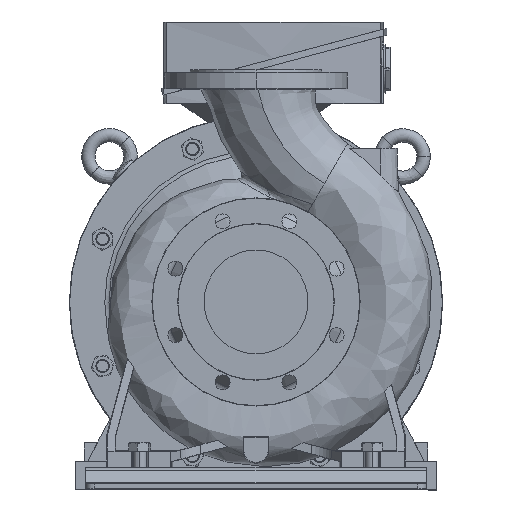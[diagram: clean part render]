
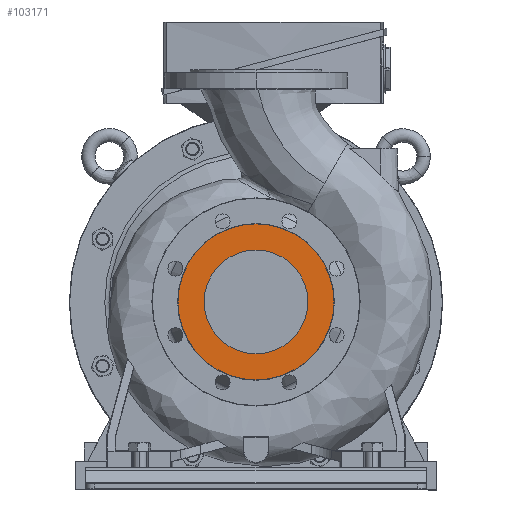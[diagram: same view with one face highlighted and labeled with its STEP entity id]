
A CAD part, top view. The second image highlights one B-rep face of the part: STEP entity #103171.
In plain terms, the highlighted face is planar.
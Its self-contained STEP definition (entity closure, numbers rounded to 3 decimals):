
#6010 = EDGE_LOOP ( 'NONE', ( #51962, #45647 ) ) ;
#9410 = CARTESIAN_POINT ( 'NONE',  ( 125., 0., 0. ) ) ;
#11394 = CIRCLE ( 'NONE', #126477, 62.5 ) ;
#12502 = DIRECTION ( 'NONE',  ( -1., 0., 0. ) ) ;
#19297 = CIRCLE ( 'NONE', #67483, 62.5 ) ;
#26762 = CARTESIAN_POINT ( 'NONE',  ( 125., 188., 188. ) ) ;
#32599 = CARTESIAN_POINT ( 'NONE',  ( 125., 0., 0. ) ) ;
#34357 = CIRCLE ( 'NONE', #65523, 94. ) ;
#34728 = CARTESIAN_POINT ( 'NONE',  ( 125., 0., -62.5 ) ) ;
#38584 = EDGE_CURVE ( 'NONE', #112527, #49705, #71539, .T. ) ;
#42283 = DIRECTION ( 'NONE',  ( -1., 0., 0. ) ) ;
#42655 = DIRECTION ( 'NONE',  ( 0., 0., 1. ) ) ;
#45647 = ORIENTED_EDGE ( 'NONE', *, *, #100079, .F. ) ;
#49705 = VERTEX_POINT ( 'NONE', #125878 ) ;
#51962 = ORIENTED_EDGE ( 'NONE', *, *, #38584, .F. ) ;
#61682 = CARTESIAN_POINT ( 'NONE',  ( 125., 0., 0. ) ) ;
#61804 = VERTEX_POINT ( 'NONE', #34728 ) ;
#64573 = DIRECTION ( 'NONE',  ( 0., 0., -1. ) ) ;
#65523 = AXIS2_PLACEMENT_3D ( 'NONE', #61682, #12502, #42655 ) ;
#67483 = AXIS2_PLACEMENT_3D ( 'NONE', #124170, #42283, #64573 ) ;
#68427 = DIRECTION ( 'NONE',  ( 0., 0., -1. ) ) ;
#71539 = CIRCLE ( 'NONE', #102958, 94. ) ;
#71926 = DIRECTION ( 'NONE',  ( -1., 0., 0. ) ) ;
#72516 = CARTESIAN_POINT ( 'NONE',  ( 125., 0., 62.5 ) ) ;
#77853 = FACE_OUTER_BOUND ( 'NONE', #6010, .T. ) ;
#78486 = DIRECTION ( 'NONE',  ( 1., 0., 0. ) ) ;
#89353 = DIRECTION ( 'NONE',  ( -1., 0., 0. ) ) ;
#90055 = VERTEX_POINT ( 'NONE', #72516 ) ;
#90941 = DIRECTION ( 'NONE',  ( 0., 0., 1. ) ) ;
#91625 = CARTESIAN_POINT ( 'NONE',  ( 125., 0., 94. ) ) ;
#93410 = EDGE_LOOP ( 'NONE', ( #116021, #117014 ) ) ;
#95539 = FACE_BOUND ( 'NONE', #93410, .T. ) ;
#100079 = EDGE_CURVE ( 'NONE', #49705, #112527, #34357, .T. ) ;
#102958 = AXIS2_PLACEMENT_3D ( 'NONE', #32599, #71926, #90941 ) ;
#103171 = ADVANCED_FACE ( 'NONE', ( #95539, #77853 ), #127638, .T. ) ;
#111309 = EDGE_CURVE ( 'NONE', #61804, #90055, #19297, .T. ) ;
#112527 = VERTEX_POINT ( 'NONE', #91625 ) ;
#114050 = AXIS2_PLACEMENT_3D ( 'NONE', #26762, #78486, #118448 ) ;
#114754 = EDGE_CURVE ( 'NONE', #90055, #61804, #11394, .T. ) ;
#116021 = ORIENTED_EDGE ( 'NONE', *, *, #111309, .T. ) ;
#117014 = ORIENTED_EDGE ( 'NONE', *, *, #114754, .T. ) ;
#118448 = DIRECTION ( 'NONE',  ( 0., 0., -1. ) ) ;
#124170 = CARTESIAN_POINT ( 'NONE',  ( 125., 0., 0. ) ) ;
#125878 = CARTESIAN_POINT ( 'NONE',  ( 125., 0., -94. ) ) ;
#126477 = AXIS2_PLACEMENT_3D ( 'NONE', #9410, #89353, #68427 ) ;
#127638 = PLANE ( 'NONE',  #114050 ) ;
